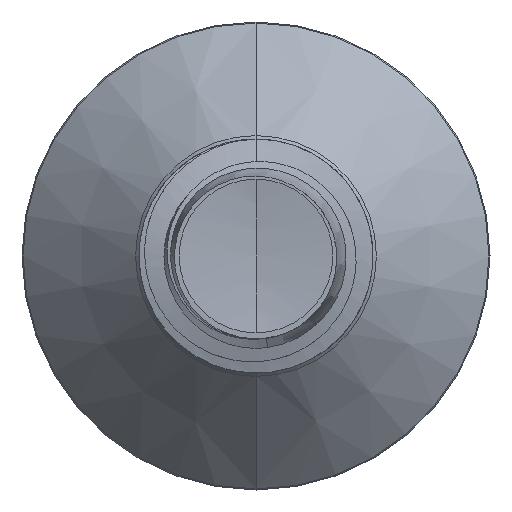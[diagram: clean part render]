
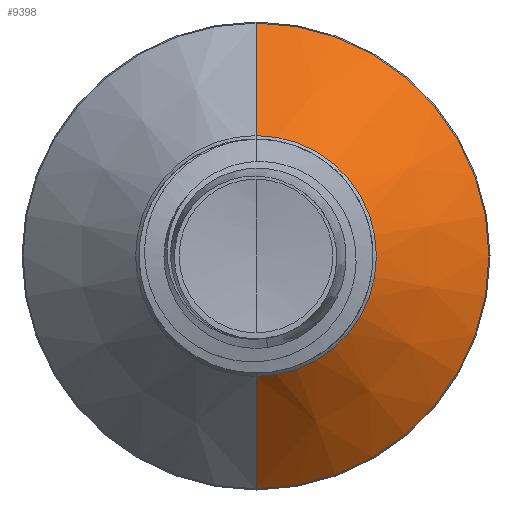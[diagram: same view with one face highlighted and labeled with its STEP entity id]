
A CAD part, front view. The second image highlights one B-rep face of the part: STEP entity #9398.
In plain terms, the highlighted conical face has half-angle 45 degrees and reference radius 3.088 mm.
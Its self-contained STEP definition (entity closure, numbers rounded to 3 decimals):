
#230 = ORIENTED_EDGE ( 'NONE', *, *, #21478, .T. ) ;
#672 = VERTEX_POINT ( 'NONE', #16150 ) ;
#695 = DIRECTION ( 'NONE',  ( 0., 0.707, 0.707 ) ) ;
#1955 = CONICAL_SURFACE ( 'NONE', #12029, 3.089, 0.785 ) ;
#2610 = LINE ( 'NONE', #5234, #19097 ) ;
#3113 = CARTESIAN_POINT ( 'NONE',  ( 0., 11.624, 5.974 ) ) ;
#3192 = ORIENTED_EDGE ( 'NONE', *, *, #8252, .F. ) ;
#3697 = VERTEX_POINT ( 'NONE', #14085 ) ;
#4245 = CIRCLE ( 'NONE', #7293, 5.974 ) ;
#5167 = VERTEX_POINT ( 'NONE', #3113 ) ;
#5234 = CARTESIAN_POINT ( 'NONE',  ( 0., 8.739, -3.089 ) ) ;
#5794 = DIRECTION ( 'NONE',  ( 0., 0., 1. ) ) ;
#6734 = CARTESIAN_POINT ( 'NONE',  ( 0., 11.624, 0. ) ) ;
#7293 = AXIS2_PLACEMENT_3D ( 'NONE', #6734, #17553, #8273 ) ;
#7317 = FACE_OUTER_BOUND ( 'NONE', #16315, .T. ) ;
#8252 = EDGE_CURVE ( 'NONE', #15047, #5167, #13431, .T. ) ;
#8273 = DIRECTION ( 'NONE',  ( 0., 0., 1. ) ) ;
#9398 = ADVANCED_FACE ( 'NONE', ( #7317 ), #1955, .T. ) ;
#9692 = ORIENTED_EDGE ( 'NONE', *, *, #15011, .F. ) ;
#10700 = CARTESIAN_POINT ( 'NONE',  ( 0., 8.739, 0. ) ) ;
#12029 = AXIS2_PLACEMENT_3D ( 'NONE', #16660, #22043, #5794 ) ;
#12278 = DIRECTION ( 'NONE',  ( 0., 0., 1. ) ) ;
#13431 = LINE ( 'NONE', #21865, #21717 ) ;
#14085 = CARTESIAN_POINT ( 'NONE',  ( 0., 8.739, -3.089 ) ) ;
#14525 = CARTESIAN_POINT ( 'NONE',  ( 0., 8.739, 3.089 ) ) ;
#14695 = DIRECTION ( 'NONE',  ( 0., 0.707, -0.707 ) ) ;
#15011 = EDGE_CURVE ( 'NONE', #5167, #672, #4245, .T. ) ;
#15047 = VERTEX_POINT ( 'NONE', #14525 ) ;
#16150 = CARTESIAN_POINT ( 'NONE',  ( 0., 11.624, -5.974 ) ) ;
#16315 = EDGE_LOOP ( 'NONE', ( #230, #16352, #9692, #3192 ) ) ;
#16352 = ORIENTED_EDGE ( 'NONE', *, *, #17796, .T. ) ;
#16660 = CARTESIAN_POINT ( 'NONE',  ( 0., 8.739, 0. ) ) ;
#16927 = CIRCLE ( 'NONE', #18154, 3.089 ) ;
#17553 = DIRECTION ( 'NONE',  ( 0., 1., 0. ) ) ;
#17796 = EDGE_CURVE ( 'NONE', #3697, #672, #2610, .T. ) ;
#18154 = AXIS2_PLACEMENT_3D ( 'NONE', #10700, #22212, #12278 ) ;
#19097 = VECTOR ( 'NONE', #14695, 1000. ) ;
#21478 = EDGE_CURVE ( 'NONE', #15047, #3697, #16927, .T. ) ;
#21717 = VECTOR ( 'NONE', #695, 1000. ) ;
#21865 = CARTESIAN_POINT ( 'NONE',  ( 0., 8.739, 3.089 ) ) ;
#22043 = DIRECTION ( 'NONE',  ( 0., 1., 0. ) ) ;
#22212 = DIRECTION ( 'NONE',  ( 0., 1., 0. ) ) ;
